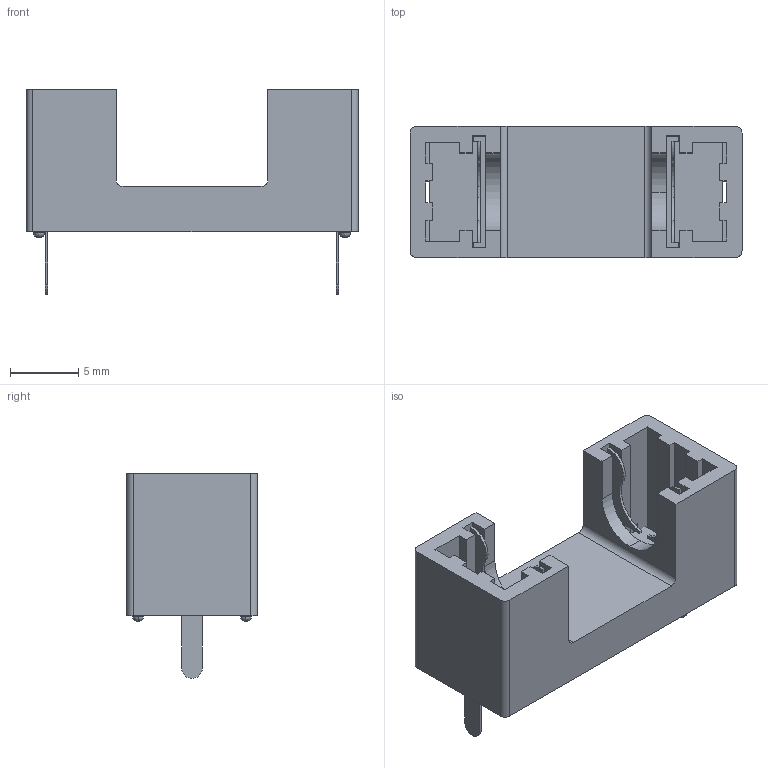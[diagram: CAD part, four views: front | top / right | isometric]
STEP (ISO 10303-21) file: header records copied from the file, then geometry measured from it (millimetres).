
FILE_DESCRIPTION (( 'STEP AP214' ), '1' );
FILE_NAME ('User Library-Fuse_Holder_FH-101-1.STEP', '2022-02-14T21:02:32', ( '' ), ( '' ), 'SwSTEP 2.0', 'SolidWorks 2021', '' );
FILE_SCHEMA (( 'AUTOMOTIVE_DESIGN' ));
Length unit declared in the file: millimetre
Products named in the file (4): Case; Bracket1; Bracket2; User Library-Fuse_Holder_FH-101-1
Assembly tree (3 placements, depth 2):
  User Library-Fuse_Holder_FH-101-1
    Case
    Bracket1
    Bracket2
Bounding box: 24.3 x 9.6 x 15 mm (x, y, z)
Volume: 891.6 mm3; surface area: 1979.3 mm2
Topology: 3 solids, 3 shells, 162 faces, 477 edges, 318 vertices
Faces by surface type: plane 127, cylinder 27, bspline 8
Entity records: 7519 total; most frequent: CARTESIAN_POINT 1251, ORIENTED_EDGE 954, DIRECTION 843, EDGE_CURVE 477, LINE 399, VECTOR 399, VERTEX_POINT 318, AXIS2_PLACEMENT_3D 222
